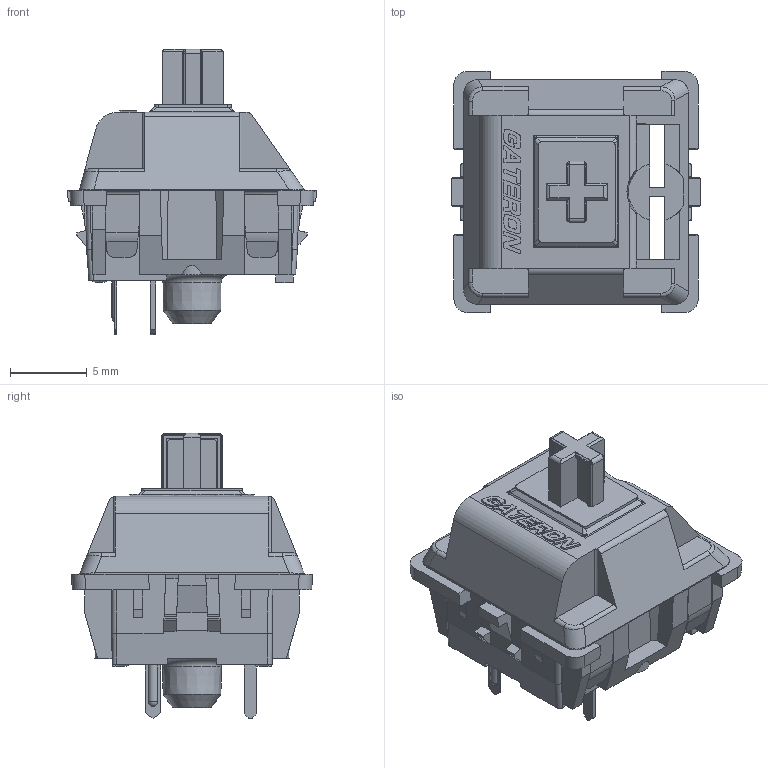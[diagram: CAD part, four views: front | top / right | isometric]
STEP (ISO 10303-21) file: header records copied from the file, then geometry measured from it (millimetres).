
FILE_DESCRIPTION(/* description */ (''),/* implementation_level */ '2;1');
FILE_NAME(/* name */ 'KS-9H10B045NN-X14-FB.stp',/* time_stamp */ '2021-11-04T15:25:51+08:00',/* author */ (''),/* organization */ (''),/* preprocessor_version */ 'ST-DEVELOPER v11',/* originating_system */ 'SIEMENS UGS NX 6.0',/* authorisation */ '');
FILE_SCHEMA (('CONFIG_CONTROL_DESIGN'));
Length unit declared in the file: millimetre
Products named in the file (1): RD-0A28913hz
Bounding box: 16.22 x 15.72 x 18.6 mm (x, y, z)
Volume: 1574.4 mm3; surface area: 1372 mm2
Topology: 1 solids, 1 shells, 615 faces, 1727 edges, 1119 vertices
Faces by surface type: plane 435, cylinder 104, extrusion 43, bspline 12, sphere 10, torus 6, cone 5
Full cylindrical faces by diameter (mm): 1.5 x2, 1.6 x1
Entity records: 20292 total; most frequent: CARTESIAN_POINT 4693, ORIENTED_EDGE 3412, DIRECTION 2909, EDGE_CURVE 1706, VECTOR 1301, LINE 1258, VERTEX_POINT 1116, AXIS2_PLACEMENT_3D 804
